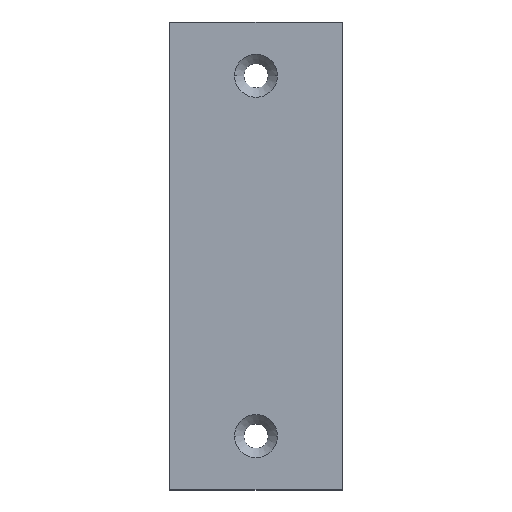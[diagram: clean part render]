
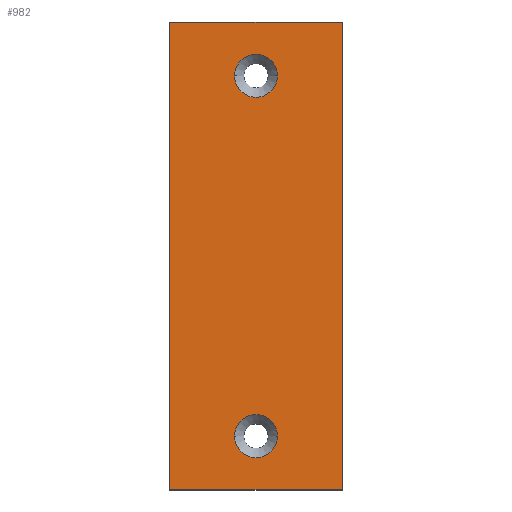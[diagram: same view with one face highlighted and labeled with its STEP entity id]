
A CAD part, top view. The second image highlights one B-rep face of the part: STEP entity #982.
In plain terms, the highlighted planar face has unit normal (0, 0, 1).
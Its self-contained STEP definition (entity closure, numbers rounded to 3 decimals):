
#8 = DIRECTION ( 'NONE',  ( 0., 0., -1. ) ) ;
#54 = VERTEX_POINT ( 'NONE', #9910 ) ;
#240 = CARTESIAN_POINT ( 'NONE',  ( 0., -33.5, 6. ) ) ;
#387 = CARTESIAN_POINT ( 'NONE',  ( -16., 43.5, 6. ) ) ;
#472 = ORIENTED_EDGE ( 'NONE', *, *, #4918, .T. ) ;
#730 = DIRECTION ( 'NONE',  ( 1., 0., 0. ) ) ;
#942 = ORIENTED_EDGE ( 'NONE', *, *, #5903, .T. ) ;
#982 = ADVANCED_FACE ( 'NONE', ( #8405, #5851, #7402 ), #3938, .T. ) ;
#1154 = VERTEX_POINT ( 'NONE', #8161 ) ;
#1158 = DIRECTION ( 'NONE',  ( -1., 0., 0. ) ) ;
#1199 = CIRCLE ( 'NONE', #4762, 4. ) ;
#1211 = CARTESIAN_POINT ( 'NONE',  ( -16., 43.5, 6. ) ) ;
#1219 = VECTOR ( 'NONE', #8986, 1000. ) ;
#1614 = EDGE_CURVE ( 'NONE', #3826, #4929, #7175, .T. ) ;
#1627 = DIRECTION ( 'NONE',  ( 1., 0., 0. ) ) ;
#1652 = CIRCLE ( 'NONE', #9673, 4. ) ;
#1674 = ORIENTED_EDGE ( 'NONE', *, *, #5484, .T. ) ;
#1842 = VECTOR ( 'NONE', #730, 1000. ) ;
#2271 = LINE ( 'NONE', #2579, #5836 ) ;
#2330 = EDGE_CURVE ( 'NONE', #9196, #6242, #6862, .T. ) ;
#2563 = CARTESIAN_POINT ( 'NONE',  ( 0., -33.5, 6. ) ) ;
#2579 = CARTESIAN_POINT ( 'NONE',  ( 16., 43.5, 6. ) ) ;
#2621 = EDGE_LOOP ( 'NONE', ( #3977, #942 ) ) ;
#2641 = ORIENTED_EDGE ( 'NONE', *, *, #1614, .T. ) ;
#2902 = LINE ( 'NONE', #387, #7642 ) ;
#3029 = CARTESIAN_POINT ( 'NONE',  ( -16., -43.5, 6. ) ) ;
#3030 = CARTESIAN_POINT ( 'NONE',  ( 0., 0., 6. ) ) ;
#3055 = CARTESIAN_POINT ( 'NONE',  ( -16., -43.5, 6. ) ) ;
#3331 = LINE ( 'NONE', #1211, #1219 ) ;
#3387 = DIRECTION ( 'NONE',  ( 1., 0., 0. ) ) ;
#3680 = EDGE_CURVE ( 'NONE', #54, #3826, #3331, .T. ) ;
#3771 = ORIENTED_EDGE ( 'NONE', *, *, #3680, .T. ) ;
#3826 = VERTEX_POINT ( 'NONE', #3029 ) ;
#3834 = DIRECTION ( 'NONE',  ( 0., 0., 1. ) ) ;
#3938 = PLANE ( 'NONE',  #9389 ) ;
#3977 = ORIENTED_EDGE ( 'NONE', *, *, #2330, .T. ) ;
#4018 = CARTESIAN_POINT ( 'NONE',  ( 0., 33.5, 6. ) ) ;
#4611 = ORIENTED_EDGE ( 'NONE', *, *, #10034, .T. ) ;
#4762 = AXIS2_PLACEMENT_3D ( 'NONE', #2563, #6405, #6506 ) ;
#4918 = EDGE_CURVE ( 'NONE', #6802, #1154, #1199, .T. ) ;
#4929 = VERTEX_POINT ( 'NONE', #10103 ) ;
#5164 = CARTESIAN_POINT ( 'NONE',  ( -4., -33.5, 6. ) ) ;
#5381 = DIRECTION ( 'NONE',  ( 1., 0., 0. ) ) ;
#5480 = DIRECTION ( 'NONE',  ( 1., 0., 0. ) ) ;
#5484 = EDGE_CURVE ( 'NONE', #9911, #54, #2902, .T. ) ;
#5836 = VECTOR ( 'NONE', #8080, 1000. ) ;
#5851 = FACE_BOUND ( 'NONE', #2621, .T. ) ;
#5903 = EDGE_CURVE ( 'NONE', #6242, #9196, #9391, .T. ) ;
#6164 = EDGE_LOOP ( 'NONE', ( #4611, #472 ) ) ;
#6242 = VERTEX_POINT ( 'NONE', #9985 ) ;
#6405 = DIRECTION ( 'NONE',  ( 0., 0., -1. ) ) ;
#6445 = DIRECTION ( 'NONE',  ( 0., 0., -1. ) ) ;
#6476 = AXIS2_PLACEMENT_3D ( 'NONE', #4018, #7829, #1627 ) ;
#6506 = DIRECTION ( 'NONE',  ( 1., 0., 0. ) ) ;
#6802 = VERTEX_POINT ( 'NONE', #5164 ) ;
#6839 = CARTESIAN_POINT ( 'NONE',  ( 0., 33.5, 6. ) ) ;
#6862 = CIRCLE ( 'NONE', #9585, 4. ) ;
#7175 = LINE ( 'NONE', #3055, #1842 ) ;
#7326 = EDGE_CURVE ( 'NONE', #4929, #9911, #2271, .T. ) ;
#7402 = FACE_OUTER_BOUND ( 'NONE', #9270, .T. ) ;
#7642 = VECTOR ( 'NONE', #1158, 1000. ) ;
#7829 = DIRECTION ( 'NONE',  ( 0., 0., -1. ) ) ;
#7940 = ORIENTED_EDGE ( 'NONE', *, *, #7326, .T. ) ;
#8080 = DIRECTION ( 'NONE',  ( 0., 1., 0. ) ) ;
#8161 = CARTESIAN_POINT ( 'NONE',  ( 4., -33.5, 6. ) ) ;
#8405 = FACE_BOUND ( 'NONE', #6164, .T. ) ;
#8986 = DIRECTION ( 'NONE',  ( 0., -1., 0. ) ) ;
#9196 = VERTEX_POINT ( 'NONE', #9642 ) ;
#9246 = CARTESIAN_POINT ( 'NONE',  ( 16., 43.5, 6. ) ) ;
#9270 = EDGE_LOOP ( 'NONE', ( #7940, #1674, #3771, #2641 ) ) ;
#9389 = AXIS2_PLACEMENT_3D ( 'NONE', #3030, #3834, #5381 ) ;
#9391 = CIRCLE ( 'NONE', #6476, 4. ) ;
#9585 = AXIS2_PLACEMENT_3D ( 'NONE', #6839, #8, #5480 ) ;
#9642 = CARTESIAN_POINT ( 'NONE',  ( 4., 33.5, 6. ) ) ;
#9673 = AXIS2_PLACEMENT_3D ( 'NONE', #240, #6445, #3387 ) ;
#9910 = CARTESIAN_POINT ( 'NONE',  ( -16., 43.5, 6. ) ) ;
#9911 = VERTEX_POINT ( 'NONE', #9246 ) ;
#9985 = CARTESIAN_POINT ( 'NONE',  ( -4., 33.5, 6. ) ) ;
#10034 = EDGE_CURVE ( 'NONE', #1154, #6802, #1652, .T. ) ;
#10103 = CARTESIAN_POINT ( 'NONE',  ( 16., -43.5, 6. ) ) ;
